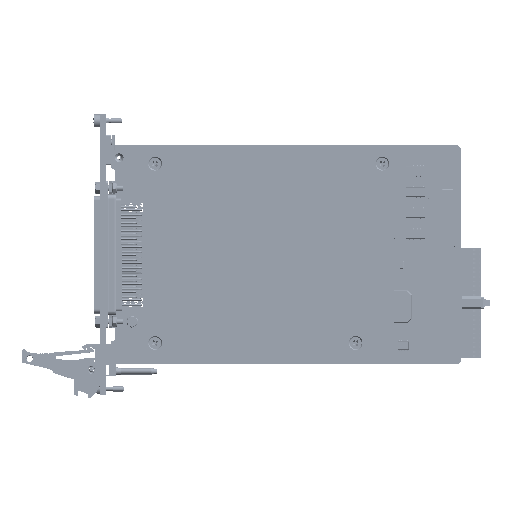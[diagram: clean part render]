
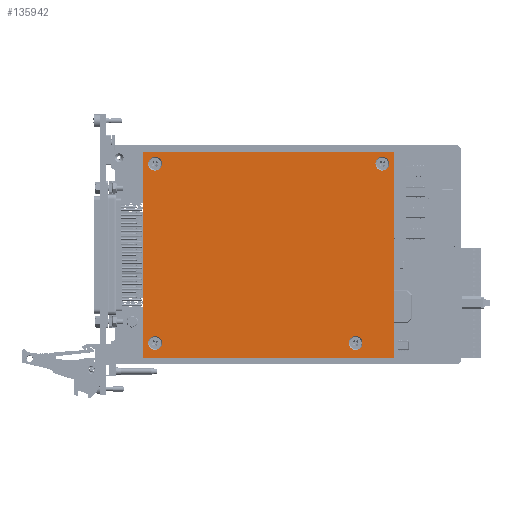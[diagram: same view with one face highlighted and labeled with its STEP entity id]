
A CAD part, top view. The second image highlights one B-rep face of the part: STEP entity #135942.
In plain terms, the highlighted planar face has unit normal (0, 0, 1).
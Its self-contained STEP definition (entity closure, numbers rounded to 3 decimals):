
#8080 = AXIS2_PLACEMENT_3D ( 'NONE', #320758, #320760, #320763 ) ;
#8088 = AXIS2_PLACEMENT_3D ( 'NONE', #320776, #320778, #320781 ) ;
#8094 = AXIS2_PLACEMENT_3D ( 'NONE', #320795, #320797, #320800 ) ;
#8098 = AXIS2_PLACEMENT_3D ( 'NONE', #320813, #320814, #320816 ) ;
#21029 = VECTOR ( 'NONE', #320734, 1000. ) ;
#32703 = ORIENTED_EDGE ( 'NONE', *, *, #47005, .F. ) ;
#32735 = ORIENTED_EDGE ( 'NONE', *, *, #46988, .F. ) ;
#32775 = ORIENTED_EDGE ( 'NONE', *, *, #47055, .F. ) ;
#32789 = ORIENTED_EDGE ( 'NONE', *, *, #47013, .F. ) ;
#32801 = ORIENTED_EDGE ( 'NONE', *, *, #47025, .F. ) ;
#32811 = ORIENTED_EDGE ( 'NONE', *, *, #47034, .F. ) ;
#32844 = ORIENTED_EDGE ( 'NONE', *, *, #47040, .F. ) ;
#32868 = ORIENTED_EDGE ( 'NONE', *, *, #47049, .F. ) ;
#46988 = EDGE_CURVE ( 'NONE', #182291, #182286, #321600, .T. ) ;
#47005 = EDGE_CURVE ( 'NONE', #182274, #182291, #321606, .T. ) ;
#47013 = EDGE_CURVE ( 'NONE', #182278, #182274, #321610, .T. ) ;
#47025 = EDGE_CURVE ( 'NONE', #254427, #254427, #330778, .T. ) ;
#47034 = EDGE_CURVE ( 'NONE', #254434, #254434, #330784, .T. ) ;
#47040 = EDGE_CURVE ( 'NONE', #254438, #254438, #330788, .T. ) ;
#47049 = EDGE_CURVE ( 'NONE', #254441, #254441, #330792, .T. ) ;
#47055 = EDGE_CURVE ( 'NONE', #182286, #182278, #330770, .T. ) ;
#53993 = EDGE_LOOP ( 'NONE', ( #32844 ) ) ;
#54015 = EDGE_LOOP ( 'NONE', ( #32789, #32775, #32735, #32703 ) ) ;
#54056 = EDGE_LOOP ( 'NONE', ( #32801 ) ) ;
#54063 = EDGE_LOOP ( 'NONE', ( #32811 ) ) ;
#54070 = EDGE_LOOP ( 'NONE', ( #32868 ) ) ;
#75572 = CARTESIAN_POINT ( 'NONE',  ( 24.153, 25.908, 22.305 ) ) ;
#75584 = CARTESIAN_POINT ( 'NONE',  ( 11.931, -56.083, 22.305 ) ) ;
#75594 = CARTESIAN_POINT ( 'NONE',  ( -79.763, -56.083, 22.305 ) ) ;
#75605 = CARTESIAN_POINT ( 'NONE',  ( -79.763, 25.908, 22.305 ) ) ;
#87208 = FACE_BOUND ( 'NONE', #54063, .T. ) ;
#87214 = FACE_BOUND ( 'NONE', #53993, .T. ) ;
#87228 = FACE_BOUND ( 'NONE', #54056, .T. ) ;
#87234 = FACE_BOUND ( 'NONE', #54070, .T. ) ;
#87240 = FACE_OUTER_BOUND ( 'NONE', #54015, .T. ) ;
#135942 = ADVANCED_FACE ( 'NONE', ( #87234, #87214, #87208, #87228, #87240 ), #261179, .T. ) ;
#172546 = CARTESIAN_POINT ( 'NONE',  ( 26.337, -62.735, 22.305 ) ) ;
#172548 = CARTESIAN_POINT ( 'NONE',  ( 26.337, 31.265, 22.305 ) ) ;
#172553 = CARTESIAN_POINT ( 'NONE',  ( -88.663, 31.265, 22.305 ) ) ;
#172559 = CARTESIAN_POINT ( 'NONE',  ( -88.663, -62.735, 22.305 ) ) ;
#182274 = VERTEX_POINT ( 'NONE', #172546 ) ;
#182278 = VERTEX_POINT ( 'NONE', #172548 ) ;
#182286 = VERTEX_POINT ( 'NONE', #172553 ) ;
#182291 = VERTEX_POINT ( 'NONE', #172559 ) ;
#209468 = AXIS2_PLACEMENT_3D ( 'NONE', #261237, #261240, #261243 ) ;
#254427 = VERTEX_POINT ( 'NONE', #75572 ) ;
#254434 = VERTEX_POINT ( 'NONE', #75584 ) ;
#254438 = VERTEX_POINT ( 'NONE', #75594 ) ;
#254441 = VERTEX_POINT ( 'NONE', #75605 ) ;
#261179 = PLANE ( 'NONE',  #209468 ) ;
#261237 = CARTESIAN_POINT ( 'NONE',  ( 31.01, -68.171, 22.305 ) ) ;
#261240 = DIRECTION ( 'NONE',  ( 0., 0., 1. ) ) ;
#261243 = DIRECTION ( 'NONE',  ( 1., 0., 0. ) ) ;
#320652 = CARTESIAN_POINT ( 'NONE',  ( -88.663, 31.265, 22.305 ) ) ;
#320705 = DIRECTION ( 'NONE',  ( 0., 1., 0. ) ) ;
#320718 = CARTESIAN_POINT ( 'NONE',  ( -88.663, -62.735, 22.305 ) ) ;
#320721 = DIRECTION ( 'NONE',  ( -1., 0., 0. ) ) ;
#320729 = CARTESIAN_POINT ( 'NONE',  ( 26.337, -62.735, 22.305 ) ) ;
#320734 = DIRECTION ( 'NONE',  ( 0., -1., 0. ) ) ;
#320758 = CARTESIAN_POINT ( 'NONE',  ( 21.003, 25.908, 22.305 ) ) ;
#320760 = DIRECTION ( 'NONE',  ( 0., 0., 1. ) ) ;
#320763 = DIRECTION ( 'NONE',  ( 1., 0., 0. ) ) ;
#320776 = CARTESIAN_POINT ( 'NONE',  ( 8.781, -56.083, 22.305 ) ) ;
#320778 = DIRECTION ( 'NONE',  ( 0., 0., 1. ) ) ;
#320781 = DIRECTION ( 'NONE',  ( 1., 0., 0. ) ) ;
#320784 = CARTESIAN_POINT ( 'NONE',  ( 26.337, 31.265, 22.305 ) ) ;
#320795 = CARTESIAN_POINT ( 'NONE',  ( -82.913, -56.083, 22.305 ) ) ;
#320797 = DIRECTION ( 'NONE',  ( 0., 0., 1. ) ) ;
#320800 = DIRECTION ( 'NONE',  ( 1., 0., 0. ) ) ;
#320813 = CARTESIAN_POINT ( 'NONE',  ( -82.913, 25.908, 22.305 ) ) ;
#320814 = DIRECTION ( 'NONE',  ( 0., 0., 1. ) ) ;
#320816 = DIRECTION ( 'NONE',  ( 1., 0., 0. ) ) ;
#320818 = DIRECTION ( 'NONE',  ( 1., 0., 0. ) ) ;
#321600 = LINE ( 'NONE', #320652, #321604 ) ;
#321604 = VECTOR ( 'NONE', #320705, 1000. ) ;
#321606 = LINE ( 'NONE', #320718, #321609 ) ;
#321609 = VECTOR ( 'NONE', #320721, 1000. ) ;
#321610 = LINE ( 'NONE', #320729, #21029 ) ;
#330770 = LINE ( 'NONE', #320784, #330796 ) ;
#330778 = CIRCLE ( 'NONE', #8080, 3.15 ) ;
#330784 = CIRCLE ( 'NONE', #8088, 3.15 ) ;
#330788 = CIRCLE ( 'NONE', #8094, 3.15 ) ;
#330792 = CIRCLE ( 'NONE', #8098, 3.15 ) ;
#330796 = VECTOR ( 'NONE', #320818, 1000. ) ;
